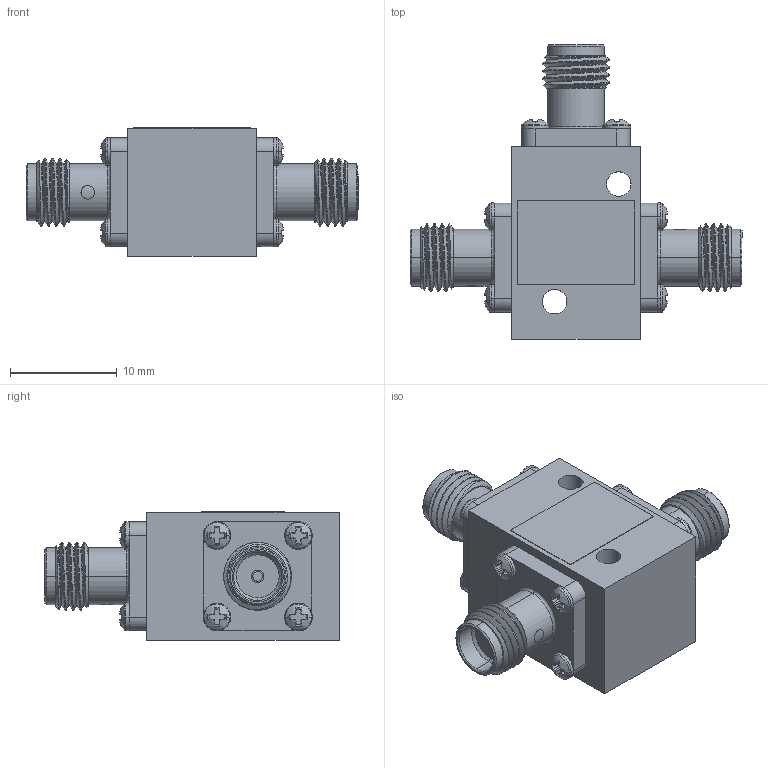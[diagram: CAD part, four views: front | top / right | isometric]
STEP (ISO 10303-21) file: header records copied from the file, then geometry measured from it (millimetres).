
FILE_DESCRIPTION (( 'STEP AP214' ), '1' );
FILE_NAME ('PE83CR1026 ¦ FMCR1026.step', '2020-04-21T15:24:07', ( '' ), ( '' ), 'SwSTEP 2.0', 'SolidWorks 2018', '' );
FILE_SCHEMA (( 'AUTOMOTIVE_DESIGN' ));
Length unit declared in the file: inch
Products named in the file (1): PE83CR1026 ｦ FMCR1026
Bounding box: 31.05 x 27.52 x 12.05 mm (x, y, z)
Volume: 3493.5 mm3; surface area: 2873.1 mm2
Topology: 4 solids, 4 shells, 519 faces, 1398 edges, 909 vertices
Faces by surface type: plane 263, cylinder 97, cone 96, bspline 57, torus 6
Entity records: 20301 total; most frequent: CARTESIAN_POINT 8026, ORIENTED_EDGE 2796, DIRECTION 2263, EDGE_CURVE 1398, VERTEX_POINT 909, AXIS2_PLACEMENT_3D 861, EDGE_LOOP 545, VECTOR 541
